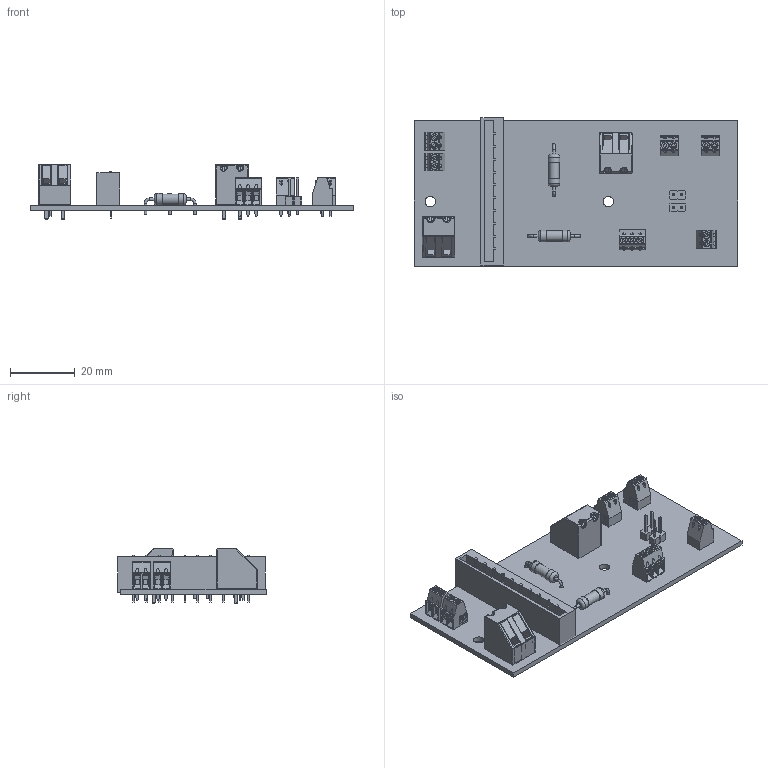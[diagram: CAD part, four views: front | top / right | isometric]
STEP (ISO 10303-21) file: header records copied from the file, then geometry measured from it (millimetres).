
FILE_DESCRIPTION(('KiCad electronic assembly'),'2;1');
FILE_NAME('Radial_V_Audio_Board.step','2020-02-07T19:21:57',('An Author' ),('A Company'),'Open CASCADE STEP processor 6.9', 'KiCad to STEP converter','Unknown');
FILE_SCHEMA(('AUTOMOTIVE_DESIGN { 1 0 10303 214 1 1 1 1 }'));
Length unit declared in the file: millimetre
Products named in the file (14): Open CASCADE STEP translator 6.9 1; Edge_Connector_1x10__P3.96mm_Vertical; COMPOUND; pxc_1725669_05_MPT-0-5-3-2-54_3D; Bloc_de_Jonction_05_MPT-0-5-2-2-54_3D; R_Axial_DIN0411_L9.9mm_D3.6mm_P15.24mm_Horizontal; SOLID; Altech_AK300_1x02_P5.00mm_45-Degree; PinHeader_1x02_P2.54mm_Vertical
Assembly tree (20 placements, depth 3):
  Open CASCADE STEP translator 6.9 1
    Edge_Connector_1x10__P3.96mm_Vertical
      COMPOUND
    pxc_1725669_05_MPT-0-5-3-2-54_3D
      COMPOUND
    Bloc_de_Jonction_05_MPT-0-5-2-2-54_3D  x5
      COMPOUND
    R_Axial_DIN0411_L9.9mm_D3.6mm_P15.24mm_Horizontal  x2
      SOLID
    Altech_AK300_1x02_P5.00mm_45-Degree  x2
      SOLID
    PinHeader_1x02_P2.54mm_Vertical  x2
      SOLID
    COMPOUND
Bounding box: 100 x 45.89 x 17.1 mm (x, y, z)
Volume: 13418.2 mm3; surface area: 18066.8 mm2
Topology: 44 solids, 44 shells, 1702 faces, 4076 edges, 2573 vertices
Faces by surface type: plane 1152, cylinder 488, sphere 26, torus 20, bspline 16
Full cylindrical faces by diameter (mm): 0.8 x8, 0.9 x13, 1 x4, 1.1 x13, 1.2 x4, 1.5 x4, 1.7 x10, 2.16 x4, 2.455 x4, 3.2 x2, 3.24 x2, 3.6 x4
Entity records: 64318 total; most frequent: CARTESIAN_POINT 18080, DIRECTION 7900, LINE 4875, VECTOR 4875, ORIENTED_EDGE 4056, PCURVE 4056, DEFINITIONAL_REPRESENTATION 4056, EDGE_CURVE 2028
